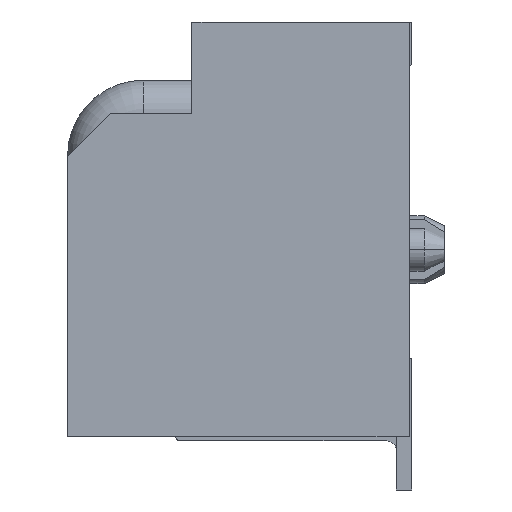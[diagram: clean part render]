
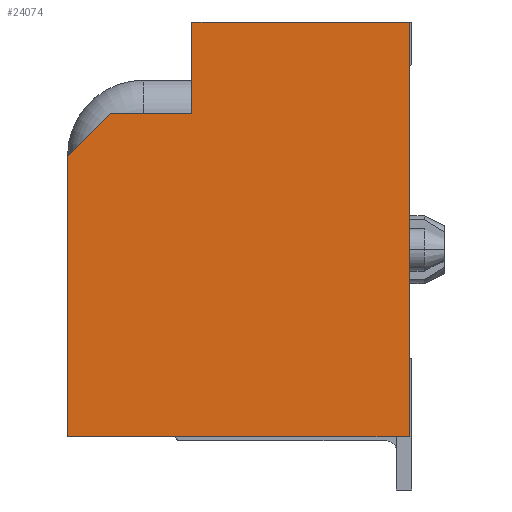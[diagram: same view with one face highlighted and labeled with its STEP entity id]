
A CAD part, left-side view. The second image highlights one B-rep face of the part: STEP entity #24074.
In plain terms, the highlighted planar face has unit normal (-1, 0, 0).
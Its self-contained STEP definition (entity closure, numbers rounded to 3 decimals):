
#73=DIRECTION('',(0.,0.,1.));
#74=VECTOR('',#73,5.55);
#75=CARTESIAN_POINT('',(-14.95,1.95,-8.2));
#76=LINE('',#75,#74);
#81=DIRECTION('',(0.,-0.707,0.707));
#82=VECTOR('',#81,1.202);
#83=CARTESIAN_POINT('',(-14.95,1.95,-2.65));
#84=LINE('',#83,#82);
#88=DIRECTION('',(0.,-1.,0.));
#89=VECTOR('',#88,1.61);
#90=CARTESIAN_POINT('',(-14.95,1.1,-1.8));
#91=LINE('',#90,#89);
#95=DIRECTION('',(0.,0.,1.));
#96=VECTOR('',#95,1.8);
#97=CARTESIAN_POINT('',(-14.95,-0.51,-1.8));
#98=LINE('',#97,#96);
#102=DIRECTION('',(0.,-1.,0.));
#103=VECTOR('',#102,4.29);
#104=CARTESIAN_POINT('',(-14.95,-0.51,0.));
#105=LINE('',#104,#103);
#109=DIRECTION('',(0.,0.,-1.));
#110=VECTOR('',#109,8.2);
#111=CARTESIAN_POINT('',(-14.95,-4.8,0.));
#112=LINE('',#111,#110);
#116=DIRECTION('',(0.,1.,0.));
#117=VECTOR('',#116,6.75);
#118=CARTESIAN_POINT('',(-14.95,-4.8,-8.2));
#119=LINE('',#118,#117);
#20366=CARTESIAN_POINT('',(-14.95,-4.8,-8.2));
#20367=CARTESIAN_POINT('',(-14.95,1.95,-8.2));
#20368=VERTEX_POINT('',#20366);
#20369=VERTEX_POINT('',#20367);
#20370=CARTESIAN_POINT('',(-14.95,-0.51,-1.8));
#20371=CARTESIAN_POINT('',(-14.95,-0.51,0.));
#20372=VERTEX_POINT('',#20370);
#20373=VERTEX_POINT('',#20371);
#20374=CARTESIAN_POINT('',(-14.95,1.1,-1.8));
#20375=VERTEX_POINT('',#20374);
#20376=CARTESIAN_POINT('',(-14.95,1.95,-2.65));
#20377=VERTEX_POINT('',#20376);
#20390=CARTESIAN_POINT('',(-14.95,-4.8,0.));
#20391=VERTEX_POINT('',#20390);
#24053=CARTESIAN_POINT('',(-14.95,0.,0.));
#24054=DIRECTION('',(1.,0.,0.));
#24055=DIRECTION('',(0.,0.,-1.));
#24056=AXIS2_PLACEMENT_3D('',#24053,#24054,#24055);
#24057=PLANE('',#24056);
#24059=ORIENTED_EDGE('',*,*,#24058,.T.);
#24061=ORIENTED_EDGE('',*,*,#24060,.T.);
#24063=ORIENTED_EDGE('',*,*,#24062,.T.);
#24065=ORIENTED_EDGE('',*,*,#24064,.T.);
#24067=ORIENTED_EDGE('',*,*,#24066,.T.);
#24069=ORIENTED_EDGE('',*,*,#24068,.T.);
#24071=ORIENTED_EDGE('',*,*,#24070,.T.);
#24072=EDGE_LOOP('',(#24059,#24061,#24063,#24065,#24067,#24069,#24071));
#24073=FACE_OUTER_BOUND('',#24072,.F.);
#24074=ADVANCED_FACE('',(#24073),#24057,.F.);
#24058=EDGE_CURVE('',#20369,#20377,#76,.T.);
#24060=EDGE_CURVE('',#20377,#20375,#84,.T.);
#24062=EDGE_CURVE('',#20375,#20372,#91,.T.);
#24064=EDGE_CURVE('',#20372,#20373,#98,.T.);
#24066=EDGE_CURVE('',#20373,#20391,#105,.T.);
#24068=EDGE_CURVE('',#20391,#20368,#112,.T.);
#24070=EDGE_CURVE('',#20368,#20369,#119,.T.);
